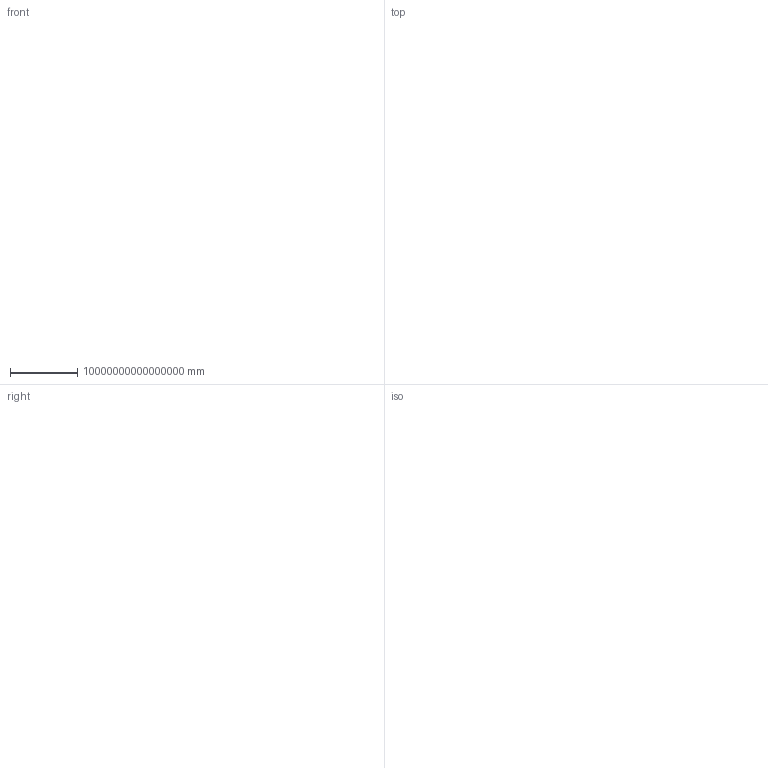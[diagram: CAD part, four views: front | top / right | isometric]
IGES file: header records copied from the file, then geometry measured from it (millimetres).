
Start section: SolidWorks IGES file using analytic representation for surfaces
Global section: file name: 62075.IGS; native system: SolidWorks 2010; preprocessor: SolidWorks 2010; author: 499990.; organization: martinb; date: 125.; units: millimetre
Bounding box: 21688630566979804 x 8500001295729713 x 44452931944441280 mm (x, y, z)
Topology: 0 solids, 0 shells, 185 faces, 739 edges, 857 vertices
Faces by surface type: bspline 136, revolution 49
